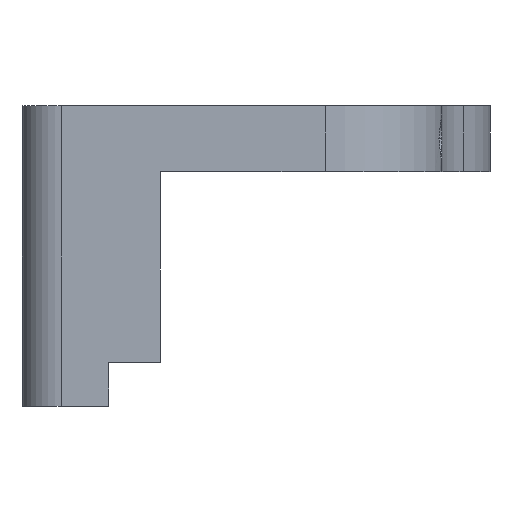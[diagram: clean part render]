
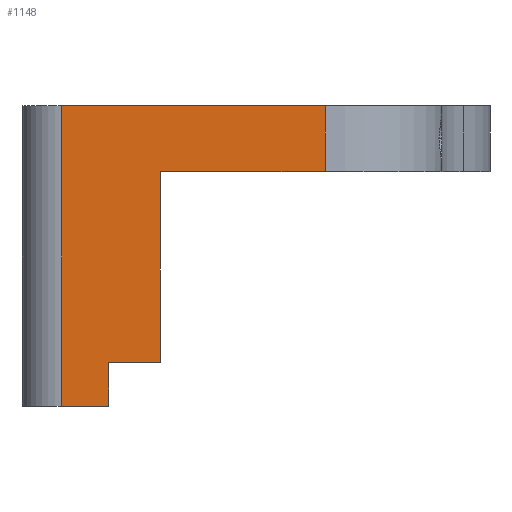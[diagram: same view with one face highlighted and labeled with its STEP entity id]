
A CAD part, front view. The second image highlights one B-rep face of the part: STEP entity #1148.
In plain terms, the highlighted planar face has unit normal (0, -1, 0).
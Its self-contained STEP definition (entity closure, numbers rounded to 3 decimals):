
#31 = ORIENTED_EDGE ( 'NONE', *, *, #287, .F. ) ;
#44 = DIRECTION ( 'NONE',  ( 1., 0., 0. ) ) ;
#46 = VERTEX_POINT ( 'NONE', #778 ) ;
#47 = VECTOR ( 'NONE', #1908, 1000. ) ;
#82 = DIRECTION ( 'NONE',  ( 0., 0., -1. ) ) ;
#88 = LINE ( 'NONE', #446, #928 ) ;
#91 = CARTESIAN_POINT ( 'NONE',  ( 0., -64.6, -27.376 ) ) ;
#157 = ORIENTED_EDGE ( 'NONE', *, *, #415, .F. ) ;
#202 = DIRECTION ( 'NONE',  ( 0., 0., 1. ) ) ;
#224 = DIRECTION ( 'NONE',  ( 0., 0., 1. ) ) ;
#233 = LINE ( 'NONE', #771, #1906 ) ;
#250 = CARTESIAN_POINT ( 'NONE',  ( -15., -64.6, -47.048 ) ) ;
#287 = EDGE_CURVE ( 'NONE', #1326, #46, #1264, .T. ) ;
#349 = AXIS2_PLACEMENT_3D ( 'NONE', #2274, #1739, #1901 ) ;
#355 = EDGE_LOOP ( 'NONE', ( #157, #1731, #31, #1159, #403, #2130, #590, #1471 ) ) ;
#403 = ORIENTED_EDGE ( 'NONE', *, *, #411, .T. ) ;
#411 = EDGE_CURVE ( 'NONE', #1682, #1560, #942, .T. ) ;
#415 = EDGE_CURVE ( 'NONE', #2363, #1069, #1502, .T. ) ;
#446 = CARTESIAN_POINT ( 'NONE',  ( -15., -64.6, -6. ) ) ;
#590 = ORIENTED_EDGE ( 'NONE', *, *, #2080, .T. ) ;
#598 = EDGE_CURVE ( 'NONE', #1560, #1885, #709, .T. ) ;
#667 = EDGE_CURVE ( 'NONE', #46, #2363, #233, .T. ) ;
#709 = LINE ( 'NONE', #1437, #1938 ) ;
#771 = CARTESIAN_POINT ( 'NONE',  ( -15., -64.6, 0. ) ) ;
#778 = CARTESIAN_POINT ( 'NONE',  ( -24., -64.6, 0. ) ) ;
#798 = EDGE_CURVE ( 'NONE', #1069, #1571, #88, .T. ) ;
#881 = CARTESIAN_POINT ( 'NONE',  ( -15., -64.6, -6. ) ) ;
#928 = VECTOR ( 'NONE', #1903, 1000. ) ;
#942 = LINE ( 'NONE', #2062, #2167 ) ;
#967 = VECTOR ( 'NONE', #202, 1000. ) ;
#1069 = VERTEX_POINT ( 'NONE', #1147 ) ;
#1147 = CARTESIAN_POINT ( 'NONE',  ( 0., -64.6, -6. ) ) ;
#1148 = ADVANCED_FACE ( 'NONE', ( #1521 ), #1336, .T. ) ;
#1159 = ORIENTED_EDGE ( 'NONE', *, *, #1959, .T. ) ;
#1264 = LINE ( 'NONE', #2000, #967 ) ;
#1326 = VERTEX_POINT ( 'NONE', #1847 ) ;
#1336 = PLANE ( 'NONE',  #349 ) ;
#1390 = CARTESIAN_POINT ( 'NONE',  ( -19.7, -64.6, -27.376 ) ) ;
#1427 = VECTOR ( 'NONE', #82, 1000. ) ;
#1437 = CARTESIAN_POINT ( 'NONE',  ( 0., -64.6, -23.376 ) ) ;
#1447 = DIRECTION ( 'NONE',  ( 1., 0., 0. ) ) ;
#1471 = ORIENTED_EDGE ( 'NONE', *, *, #798, .F. ) ;
#1502 = LINE ( 'NONE', #1723, #1427 ) ;
#1521 = FACE_OUTER_BOUND ( 'NONE', #355, .T. ) ;
#1526 = DIRECTION ( 'NONE',  ( 0., 0., 1. ) ) ;
#1560 = VERTEX_POINT ( 'NONE', #1951 ) ;
#1571 = VERTEX_POINT ( 'NONE', #881 ) ;
#1682 = VERTEX_POINT ( 'NONE', #1390 ) ;
#1723 = CARTESIAN_POINT ( 'NONE',  ( 0., -64.6, 4. ) ) ;
#1731 = ORIENTED_EDGE ( 'NONE', *, *, #667, .F. ) ;
#1739 = DIRECTION ( 'NONE',  ( 0., -1., 0. ) ) ;
#1847 = CARTESIAN_POINT ( 'NONE',  ( -24., -64.6, -27.376 ) ) ;
#1885 = VERTEX_POINT ( 'NONE', #2047 ) ;
#1901 = DIRECTION ( 'NONE',  ( 0., 0., -1. ) ) ;
#1903 = DIRECTION ( 'NONE',  ( -1., 0., 0. ) ) ;
#1906 = VECTOR ( 'NONE', #44, 1000. ) ;
#1908 = DIRECTION ( 'NONE',  ( 1., 0., 0. ) ) ;
#1938 = VECTOR ( 'NONE', #1447, 1000. ) ;
#1951 = CARTESIAN_POINT ( 'NONE',  ( -19.7, -64.6, -23.376 ) ) ;
#1959 = EDGE_CURVE ( 'NONE', #1326, #1682, #2102, .T. ) ;
#1976 = VECTOR ( 'NONE', #1526, 1000. ) ;
#2000 = CARTESIAN_POINT ( 'NONE',  ( -24., -64.6, -51.885 ) ) ;
#2021 = CARTESIAN_POINT ( 'NONE',  ( 0., -64.6, 0. ) ) ;
#2047 = CARTESIAN_POINT ( 'NONE',  ( -15., -64.6, -23.376 ) ) ;
#2062 = CARTESIAN_POINT ( 'NONE',  ( -19.7, -64.6, -51.885 ) ) ;
#2080 = EDGE_CURVE ( 'NONE', #1885, #1571, #2304, .T. ) ;
#2102 = LINE ( 'NONE', #91, #47 ) ;
#2130 = ORIENTED_EDGE ( 'NONE', *, *, #598, .T. ) ;
#2167 = VECTOR ( 'NONE', #224, 1000. ) ;
#2274 = CARTESIAN_POINT ( 'NONE',  ( -15., -64.6, -69.879 ) ) ;
#2304 = LINE ( 'NONE', #250, #1976 ) ;
#2363 = VERTEX_POINT ( 'NONE', #2021 ) ;
